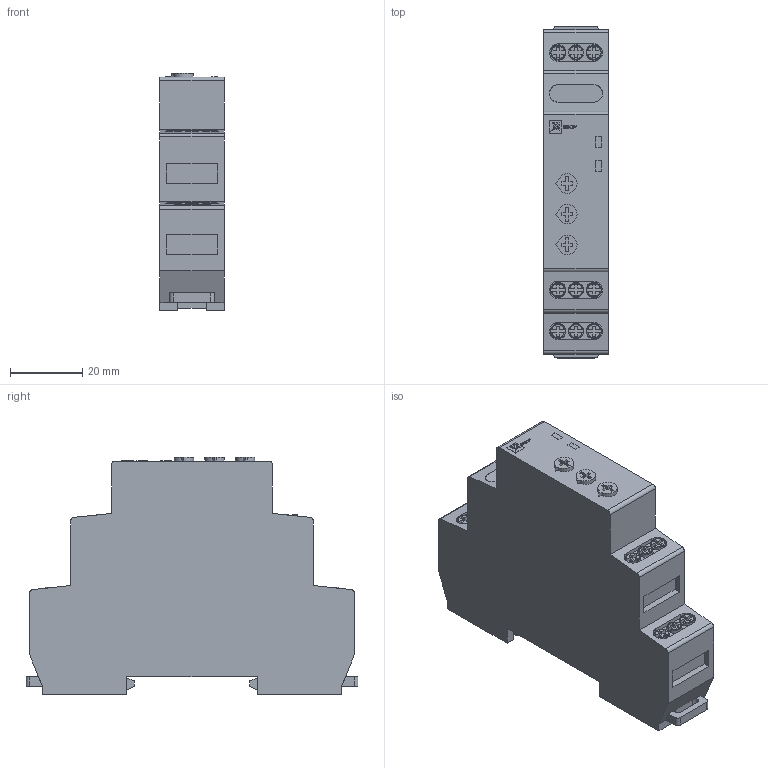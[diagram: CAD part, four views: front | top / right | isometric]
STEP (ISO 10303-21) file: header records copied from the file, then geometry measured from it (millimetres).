
FILE_DESCRIPTION (( 'STEP AP203' ), '1' );
FILE_NAME ('RT-10-2.ÃÌ Ðåëå âðåìåíè (10 óñòàíàâë. ôóíêö.) RT-10-2 EKF PROxima.STEP', '2024-09-06T10:58:45', ( '' ), ( '' ), 'SwSTEP 2.0', 'SolidWorks 2021', '' );
FILE_SCHEMA (( 'CONFIG_CONTROL_DESIGN' ));
Length unit declared in the file: millimetre
Products named in the file (1): RT-10-2.ÃÌ Ðåëå âðåìåíè (10 óñòàíàâë. ôóíêö.) RT-10-2 EKF PROxima
Bounding box: 17.8 x 92 x 65.9 mm (x, y, z)
Volume: 78040.2 mm3; surface area: 16797.4 mm2
Topology: 1 solids, 1 shells, 463 faces, 1248 edges, 828 vertices
Faces by surface type: plane 344, cylinder 83, torus 18, bspline 18
Entity records: 15131 total; most frequent: CARTESIAN_POINT 3422, ORIENTED_EDGE 2496, DIRECTION 2268, EDGE_CURVE 1248, LINE 952, VECTOR 952, VERTEX_POINT 828, AXIS2_PLACEMENT_3D 658
